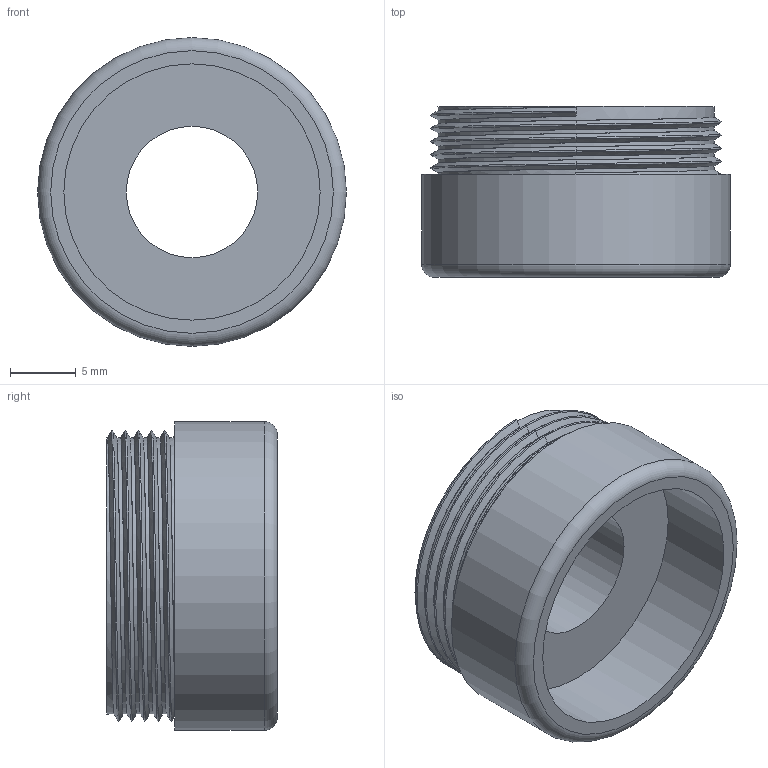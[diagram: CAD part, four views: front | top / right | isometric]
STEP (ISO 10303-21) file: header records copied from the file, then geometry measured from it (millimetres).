
FILE_DESCRIPTION(('FreeCAD Model'),'2;1');
FILE_NAME('new_cap_box_top_stp.step','2019-07-24T16:34:53',('Author'),(''), 'Open CASCADE STEP processor 7.3','FreeCAD','Unknown');
FILE_SCHEMA(('AUTOMOTIVE_DESIGN { 1 0 10303 214 1 1 1 1 }'));
Length unit declared in the file: millimetre
Products named in the file (1): Fillet001
Bounding box: 23.5 x 13 x 23.5 mm (x, y, z)
Volume: 2896.7 mm3; surface area: 3369.7 mm2
Topology: 3 solids, 3 shells, 82 faces, 197 edges, 123 vertices
Faces by surface type: bspline 49, cylinder 20, plane 12, torus 1
Full cylindrical faces by diameter (mm): 10 x1, 19.5 x1, 21 x12, 23.5 x1
Entity records: 13534 total; most frequent: CARTESIAN_POINT 10041, ORIENTED_EDGE 394, PCURVE 394, DEFINITIONAL_REPRESENTATION 394, B_SPLINE_CURVE_WITH_KNOTS 388, DIRECTION 265, EDGE_CURVE 197, SURFACE_CURVE 192
